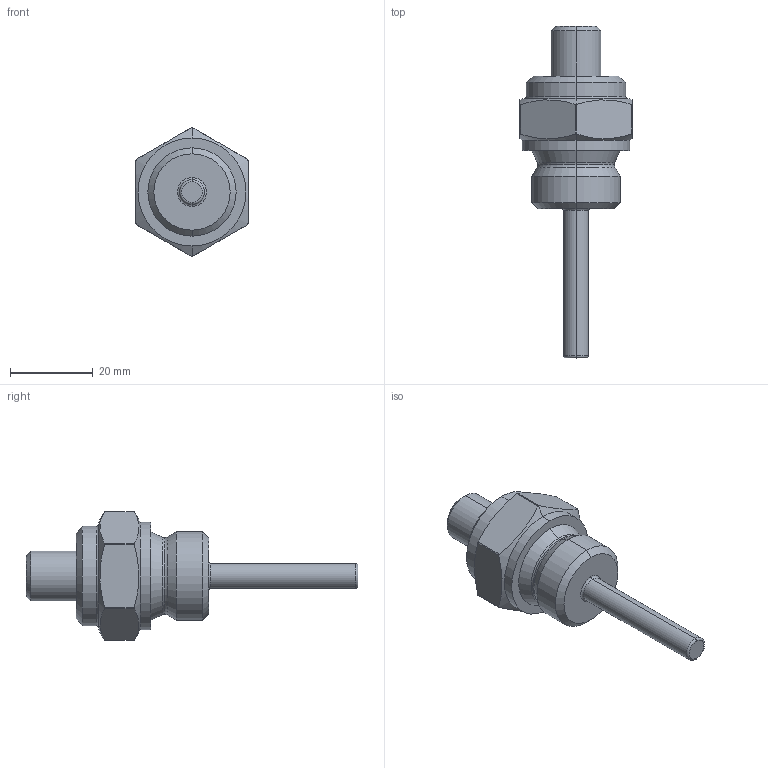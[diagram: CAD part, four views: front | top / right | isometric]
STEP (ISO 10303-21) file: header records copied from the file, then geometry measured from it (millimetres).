
FILE_DESCRIPTION (( 'STEP AP214' ), '1' );
FILE_NAME ('ESTS.STEP', '2025-03-05T07:22:20', ( '' ), ( '' ), 'SwSTEP 2.0', 'SolidWorks 2019', '' );
FILE_SCHEMA (( 'AUTOMOTIVE_DESIGN' ));
Length unit declared in the file: millimetre
Products named in the file (1): ESTS
Bounding box: 27 x 80 x 31 mm (x, y, z)
Surface area: 5270.7 mm2 (no closed solid volume)
Topology: 0 solids, 8 shells, 90 faces, 203 edges, 124 vertices
Faces by surface type: cylinder 33, plane 19, cone 18, torus 10, bspline 10
Entity records: 3869 total; most frequent: CARTESIAN_POINT 820, DIRECTION 481, ORIENTED_EDGE 380, AXIS2_PLACEMENT_3D 209, EDGE_CURVE 203, CIRCLE 128, VERTEX_POINT 124, EDGE_LOOP 96
